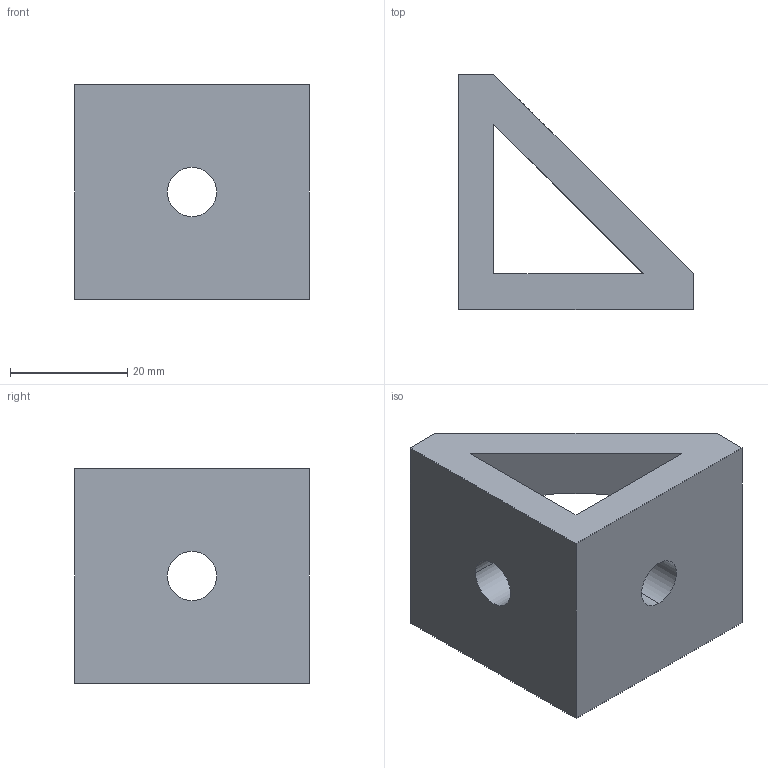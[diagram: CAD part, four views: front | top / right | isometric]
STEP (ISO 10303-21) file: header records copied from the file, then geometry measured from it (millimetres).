
FILE_DESCRIPTION((''),'2;1');
FILE_NAME('OBMP-BA-H-FAST-G2','2023-10-06T17:24:19',('ccha425'),('Department of Mechanical Engineering, The University of Auckland'),'CREO PARAMETRIC BY PTC INC, 2017260','CREO PARAMETRIC BY PTC INC, 2017260','');
FILE_SCHEMA(('CONFIG_CONTROL_DESIGN'));
Length unit declared in the file: millimetre
Products named in the file (1): OBMP-BA-H-FAST-G2
Bounding box: 40 x 40 x 36.5 mm (x, y, z)
Volume: 21672.5 mm3; surface area: 9230.5 mm2
Topology: 1 solids, 1 shells, 23 faces, 58 edges, 37 vertices
Faces by surface type: cylinder 13, plane 10
Entity records: 889 total; most frequent: CARTESIAN_POINT 304, ORIENTED_EDGE 116, DIRECTION 97, EDGE_CURVE 58, VERTEX_POINT 37, VECTOR 33, LINE 33, AXIS2_PLACEMENT_3D 32
